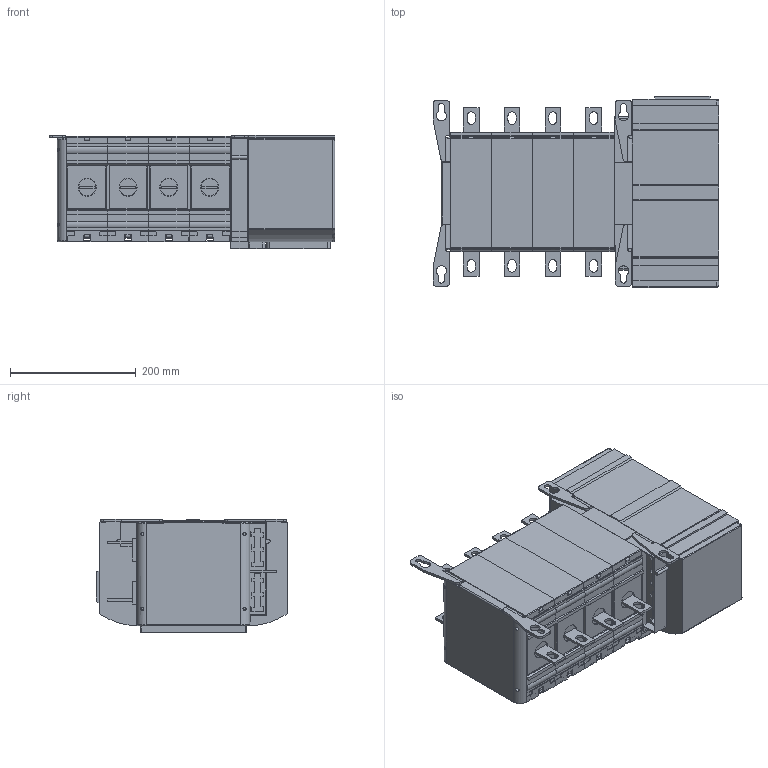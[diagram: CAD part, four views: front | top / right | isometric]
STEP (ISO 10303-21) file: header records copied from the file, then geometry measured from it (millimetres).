
FILE_DESCRIPTION((''),'2;1');
FILE_NAME('OX_260-400_3S4_T_LIGHT_ASM','2018-02-15T',('FIHEJAR'),(''),'CREO PARAMETRIC BY PTC INC, 2016380','CREO PARAMETRIC BY PTC INC, 2016380','');
FILE_SCHEMA(('AUTOMOTIVE_DESIGN { 1 0 10303 214 1 1 1 1 }'));
Products named in the file (10): OX_ME1-R2-Q; OXZM13; OXPI1_SR; OX_MI1_LX_SR; OXNA1-R3-400X_SR; CXBY69639_SR; OXNA1-R3-400X_SR_ASM; CXBY69638_SR; OXCT4-R3-800_SR; OX_260-400_3S4_T_LIGHT_ASM
Assembly tree (13 placements, depth 3):
  OX_260-400_3S4_T_LIGHT_ASM
    OX_ME1-R2-Q
    OXZM13  x2
    OXPI1_SR
    OX_MI1_LX_SR
    OXNA1-R3-400X_SR_ASM  x4
      OXNA1-R3-400X_SR
      CXBY69639_SR
    CXBY69638_SR
    OXCT4-R3-800_SR
Bounding box: 454.7 x 304.5 x 181 mm (x, y, z)
Volume: 16267740 mm3; surface area: 1176485.7 mm2
Topology: 16 solids, 24 shells, 1832 faces, 5006 edges, 3276 vertices
Faces by surface type: plane 1117, cylinder 564, extrusion 65, bspline 58, cone 16, torus 8, sphere 4
Entity records: 54681 total; most frequent: CARTESIAN_POINT 24866, ORIENTED_EDGE 5858, DIRECTION 5276, EDGE_CURVE 2937, VECTOR 2108, LINE 2043, VERTEX_POINT 1910, AXIS2_PLACEMENT_3D 1584
